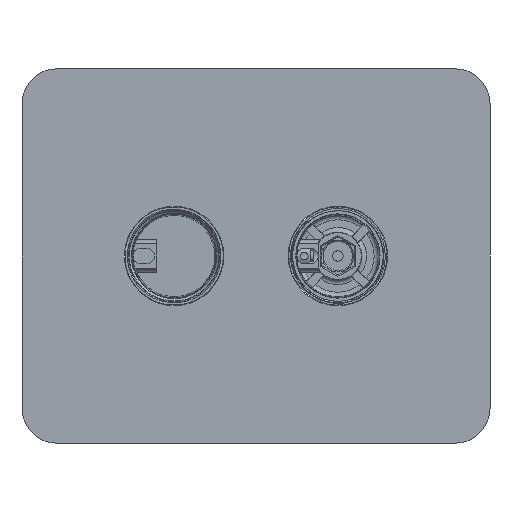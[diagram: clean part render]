
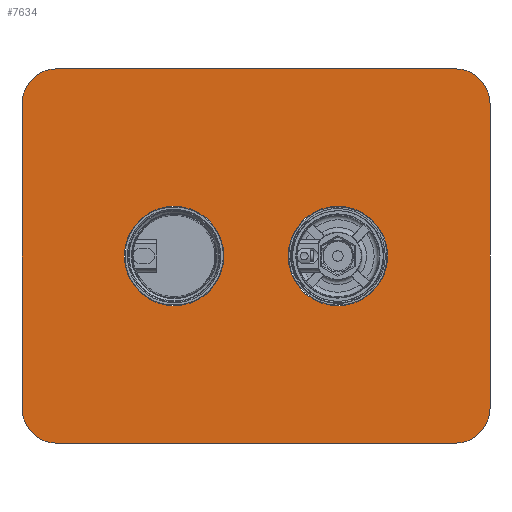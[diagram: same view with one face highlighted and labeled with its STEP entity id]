
A CAD part, left-side view. The second image highlights one B-rep face of the part: STEP entity #7634.
In plain terms, the highlighted planar face has unit normal (-1, 0, 0).
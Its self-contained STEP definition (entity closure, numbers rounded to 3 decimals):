
#36 = DIRECTION ( 'NONE',  ( 0., 1., 0. ) ) ;
#206 = EDGE_CURVE ( 'NONE', #6793, #8279, #3963, .T. ) ;
#302 = VECTOR ( 'NONE', #955, 1000. ) ;
#349 = AXIS2_PLACEMENT_3D ( 'NONE', #2333, #8426, #935 ) ;
#455 = DIRECTION ( 'NONE',  ( 0., 0., 1. ) ) ;
#522 = EDGE_CURVE ( 'NONE', #874, #4977, #4659, .T. ) ;
#568 = ORIENTED_EDGE ( 'NONE', *, *, #5592, .T. ) ;
#609 = ORIENTED_EDGE ( 'NONE', *, *, #2995, .F. ) ;
#632 = CIRCLE ( 'NONE', #8601, 15. ) ;
#702 = LINE ( 'NONE', #3032, #5967 ) ;
#828 = VECTOR ( 'NONE', #2841, 1000. ) ;
#874 = VERTEX_POINT ( 'NONE', #7799 ) ;
#885 = CARTESIAN_POINT ( 'NONE',  ( -9.3, 0., 0. ) ) ;
#935 = DIRECTION ( 'NONE',  ( 0., 0., 1. ) ) ;
#955 = DIRECTION ( 'NONE',  ( 0., -1., 0. ) ) ;
#1057 = VERTEX_POINT ( 'NONE', #8069 ) ;
#1194 = CARTESIAN_POINT ( 'NONE',  ( -9.3, 120., 80. ) ) ;
#1258 = VERTEX_POINT ( 'NONE', #1194 ) ;
#1274 = CARTESIAN_POINT ( 'NONE',  ( -9.3, 70., 0. ) ) ;
#1521 = EDGE_CURVE ( 'NONE', #1258, #874, #632, .T. ) ;
#1941 = DIRECTION ( 'NONE',  ( -1., 0., 0. ) ) ;
#2160 = EDGE_CURVE ( 'NONE', #1057, #4603, #2398, .T. ) ;
#2325 = FACE_BOUND ( 'NONE', #4465, .T. ) ;
#2333 = CARTESIAN_POINT ( 'NONE',  ( -9.3, 120., -65. ) ) ;
#2398 = CIRCLE ( 'NONE', #9589, 15. ) ;
#2623 = AXIS2_PLACEMENT_3D ( 'NONE', #1274, #5731, #7287 ) ;
#2794 = CIRCLE ( 'NONE', #4946, 21.25 ) ;
#2805 = CARTESIAN_POINT ( 'NONE',  ( -9.3, -50., -80. ) ) ;
#2836 = LINE ( 'NONE', #2905, #828 ) ;
#2841 = DIRECTION ( 'NONE',  ( 0., 0., 1. ) ) ;
#2905 = CARTESIAN_POINT ( 'NONE',  ( -9.3, -65., -80. ) ) ;
#2995 = EDGE_CURVE ( 'NONE', #3239, #3239, #6713, .T. ) ;
#3032 = CARTESIAN_POINT ( 'NONE',  ( -9.3, -65., 80. ) ) ;
#3051 = CARTESIAN_POINT ( 'NONE',  ( -9.3, 70., 21.25 ) ) ;
#3102 = DIRECTION ( 'NONE',  ( 0., 0., 1. ) ) ;
#3106 = DIRECTION ( 'NONE',  ( 0., 0., 1. ) ) ;
#3220 = CARTESIAN_POINT ( 'NONE',  ( -9.3, -50., 80. ) ) ;
#3239 = VERTEX_POINT ( 'NONE', #3473 ) ;
#3414 = DIRECTION ( 'NONE',  ( 0., 0., 1. ) ) ;
#3473 = CARTESIAN_POINT ( 'NONE',  ( -9.3, 0., 21.25 ) ) ;
#3591 = DIRECTION ( 'NONE',  ( 0., 0., -1. ) ) ;
#3620 = EDGE_LOOP ( 'NONE', ( #3980, #8182, #568, #5742, #5625, #7076, #7280, #5078 ) ) ;
#3747 = CARTESIAN_POINT ( 'NONE',  ( -9.3, 135., -65. ) ) ;
#3798 = AXIS2_PLACEMENT_3D ( 'NONE', #5018, #4231, #3414 ) ;
#3866 = CARTESIAN_POINT ( 'NONE',  ( -9.3, 135., -80. ) ) ;
#3963 = LINE ( 'NONE', #3866, #302 ) ;
#3980 = ORIENTED_EDGE ( 'NONE', *, *, #206, .T. ) ;
#4231 = DIRECTION ( 'NONE',  ( -1., 0., 0. ) ) ;
#4442 = FACE_OUTER_BOUND ( 'NONE', #3620, .T. ) ;
#4465 = EDGE_LOOP ( 'NONE', ( #5991 ) ) ;
#4603 = VERTEX_POINT ( 'NONE', #3220 ) ;
#4659 = LINE ( 'NONE', #8081, #6872 ) ;
#4677 = CARTESIAN_POINT ( 'NONE',  ( -9.3, 120., 65. ) ) ;
#4946 = AXIS2_PLACEMENT_3D ( 'NONE', #7897, #1941, #455 ) ;
#4977 = VERTEX_POINT ( 'NONE', #3747 ) ;
#5006 = PLANE ( 'NONE',  #2623 ) ;
#5018 = CARTESIAN_POINT ( 'NONE',  ( -9.3, -50., -65. ) ) ;
#5044 = CARTESIAN_POINT ( 'NONE',  ( -9.3, -50., 65. ) ) ;
#5078 = ORIENTED_EDGE ( 'NONE', *, *, #8795, .T. ) ;
#5109 = EDGE_CURVE ( 'NONE', #8279, #5534, #7735, .T. ) ;
#5316 = DIRECTION ( 'NONE',  ( -1., 0., 0. ) ) ;
#5534 = VERTEX_POINT ( 'NONE', #9246 ) ;
#5592 = EDGE_CURVE ( 'NONE', #5534, #1057, #2836, .T. ) ;
#5601 = FACE_BOUND ( 'NONE', #9630, .T. ) ;
#5625 = ORIENTED_EDGE ( 'NONE', *, *, #5840, .T. ) ;
#5667 = VERTEX_POINT ( 'NONE', #3051 ) ;
#5679 = DIRECTION ( 'NONE',  ( -1., 0., 0. ) ) ;
#5731 = DIRECTION ( 'NONE',  ( -1., 0., 0. ) ) ;
#5742 = ORIENTED_EDGE ( 'NONE', *, *, #2160, .T. ) ;
#5811 = CIRCLE ( 'NONE', #349, 15. ) ;
#5840 = EDGE_CURVE ( 'NONE', #4603, #1258, #702, .T. ) ;
#5967 = VECTOR ( 'NONE', #36, 1000. ) ;
#5991 = ORIENTED_EDGE ( 'NONE', *, *, #8090, .F. ) ;
#6713 = CIRCLE ( 'NONE', #8540, 21.25 ) ;
#6793 = VERTEX_POINT ( 'NONE', #7947 ) ;
#6872 = VECTOR ( 'NONE', #3591, 1000. ) ;
#6889 = DIRECTION ( 'NONE',  ( -1., 0., 0. ) ) ;
#7076 = ORIENTED_EDGE ( 'NONE', *, *, #1521, .T. ) ;
#7263 = DIRECTION ( 'NONE',  ( 0., 0., 1. ) ) ;
#7280 = ORIENTED_EDGE ( 'NONE', *, *, #522, .T. ) ;
#7287 = DIRECTION ( 'NONE',  ( 0., 0., 1. ) ) ;
#7634 = ADVANCED_FACE ( 'NONE', ( #5601, #2325, #4442 ), #5006, .T. ) ;
#7735 = CIRCLE ( 'NONE', #3798, 15. ) ;
#7799 = CARTESIAN_POINT ( 'NONE',  ( -9.3, 135., 65. ) ) ;
#7897 = CARTESIAN_POINT ( 'NONE',  ( -9.3, 70., 0. ) ) ;
#7947 = CARTESIAN_POINT ( 'NONE',  ( -9.3, 120., -80. ) ) ;
#8069 = CARTESIAN_POINT ( 'NONE',  ( -9.3, -65., 65. ) ) ;
#8081 = CARTESIAN_POINT ( 'NONE',  ( -9.3, 135., 80. ) ) ;
#8090 = EDGE_CURVE ( 'NONE', #5667, #5667, #2794, .T. ) ;
#8182 = ORIENTED_EDGE ( 'NONE', *, *, #5109, .T. ) ;
#8279 = VERTEX_POINT ( 'NONE', #2805 ) ;
#8426 = DIRECTION ( 'NONE',  ( -1., 0., 0. ) ) ;
#8540 = AXIS2_PLACEMENT_3D ( 'NONE', #885, #6889, #3102 ) ;
#8601 = AXIS2_PLACEMENT_3D ( 'NONE', #4677, #5316, #3106 ) ;
#8795 = EDGE_CURVE ( 'NONE', #4977, #6793, #5811, .T. ) ;
#9246 = CARTESIAN_POINT ( 'NONE',  ( -9.3, -65., -65. ) ) ;
#9589 = AXIS2_PLACEMENT_3D ( 'NONE', #5044, #5679, #7263 ) ;
#9630 = EDGE_LOOP ( 'NONE', ( #609 ) ) ;
